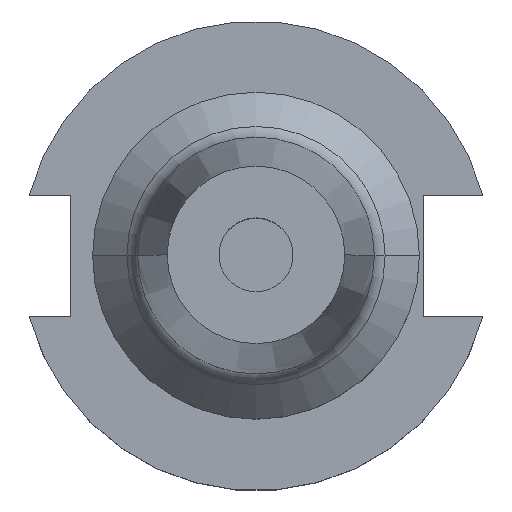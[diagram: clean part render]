
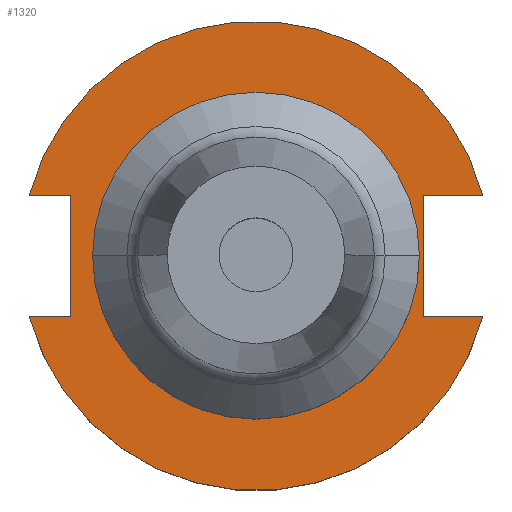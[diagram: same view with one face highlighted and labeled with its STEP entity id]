
A CAD part, top view. The second image highlights one B-rep face of the part: STEP entity #1320.
In plain terms, the highlighted planar face has unit normal (0, 0, 1).
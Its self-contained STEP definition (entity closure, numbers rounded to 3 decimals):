
#9 = LINE ( 'NONE', #372, #1030 ) ;
#51 = ORIENTED_EDGE ( 'NONE', *, *, #1374, .T. ) ;
#58 = LINE ( 'NONE', #577, #1071 ) ;
#63 = ORIENTED_EDGE ( 'NONE', *, *, #1024, .T. ) ;
#70 = VECTOR ( 'NONE', #335, 1000. ) ;
#71 = CARTESIAN_POINT ( 'NONE',  ( 0., 8.191, 19.05 ) ) ;
#103 = PLANE ( 'NONE',  #602 ) ;
#105 = LINE ( 'NONE', #856, #70 ) ;
#111 = DIRECTION ( 'NONE',  ( -1., 0., 0. ) ) ;
#123 = EDGE_CURVE ( 'NONE', #1287, #415, #105, .T. ) ;
#229 = ORIENTED_EDGE ( 'NONE', *, *, #1489, .T. ) ;
#236 = DIRECTION ( 'NONE',  ( 0., -1., 0. ) ) ;
#237 = LINE ( 'NONE', #781, #1604 ) ;
#253 = VERTEX_POINT ( 'NONE', #808 ) ;
#300 = CARTESIAN_POINT ( 'NONE',  ( -30.675, -8.191, 19.05 ) ) ;
#321 = DIRECTION ( 'NONE',  ( 0., 0., 1. ) ) ;
#328 = LINE ( 'NONE', #71, #1338 ) ;
#335 = DIRECTION ( 'NONE',  ( 1., 0., 0. ) ) ;
#348 = VERTEX_POINT ( 'NONE', #627 ) ;
#363 = DIRECTION ( 'NONE',  ( 0., 0., 1. ) ) ;
#364 = CIRCLE ( 'NONE', #1544, 22.1 ) ;
#372 = CARTESIAN_POINT ( 'NONE',  ( -61.091, -8.191, 19.05 ) ) ;
#373 = DIRECTION ( 'NONE',  ( 0., 0., 1. ) ) ;
#391 = ORIENTED_EDGE ( 'NONE', *, *, #1432, .T. ) ;
#415 = VERTEX_POINT ( 'NONE', #1403 ) ;
#428 = CIRCLE ( 'NONE', #1494, 31.75 ) ;
#433 = CARTESIAN_POINT ( 'NONE',  ( 22.1, 0., 19.05 ) ) ;
#502 = CARTESIAN_POINT ( 'NONE',  ( 0., 22.1, 19.05 ) ) ;
#539 = VERTEX_POINT ( 'NONE', #1124 ) ;
#543 = ORIENTED_EDGE ( 'NONE', *, *, #1044, .F. ) ;
#574 = EDGE_CURVE ( 'NONE', #348, #1674, #328, .T. ) ;
#575 = ORIENTED_EDGE ( 'NONE', *, *, #600, .T. ) ;
#577 = CARTESIAN_POINT ( 'NONE',  ( -61.091, 8.191, 19.05 ) ) ;
#585 = CIRCLE ( 'NONE', #1195, 22.1 ) ;
#593 = VECTOR ( 'NONE', #236, 1000. ) ;
#600 = EDGE_CURVE ( 'NONE', #1451, #963, #626, .T. ) ;
#602 = AXIS2_PLACEMENT_3D ( 'NONE', #502, #911, #111 ) ;
#626 = LINE ( 'NONE', #640, #593 ) ;
#627 = CARTESIAN_POINT ( 'NONE',  ( 30.675, 8.191, 19.05 ) ) ;
#640 = CARTESIAN_POINT ( 'NONE',  ( -25.091, 8.191, 19.05 ) ) ;
#689 = AXIS2_PLACEMENT_3D ( 'NONE', #1158, #363, #1285 ) ;
#696 = CARTESIAN_POINT ( 'NONE',  ( -25.091, -8.191, 19.05 ) ) ;
#732 = VERTEX_POINT ( 'NONE', #300 ) ;
#742 = VERTEX_POINT ( 'NONE', #433 ) ;
#764 = CARTESIAN_POINT ( 'NONE',  ( 0., 0., 19.05 ) ) ;
#781 = CARTESIAN_POINT ( 'NONE',  ( 22.606, 22.1, 19.05 ) ) ;
#808 = CARTESIAN_POINT ( 'NONE',  ( -22.1, 0., 19.05 ) ) ;
#856 = CARTESIAN_POINT ( 'NONE',  ( 0., -8.191, 19.05 ) ) ;
#910 = DIRECTION ( 'NONE',  ( 1., 0., 0. ) ) ;
#911 = DIRECTION ( 'NONE',  ( 0., 0., -1. ) ) ;
#925 = DIRECTION ( 'NONE',  ( 0., 1., 0. ) ) ;
#963 = VERTEX_POINT ( 'NONE', #696 ) ;
#982 = EDGE_LOOP ( 'NONE', ( #575, #1132, #229, #1345, #51, #1511, #391, #63 ) ) ;
#998 = FACE_BOUND ( 'NONE', #1385, .T. ) ;
#1024 = EDGE_CURVE ( 'NONE', #539, #1451, #58, .T. ) ;
#1030 = VECTOR ( 'NONE', #1300, 1000. ) ;
#1034 = CARTESIAN_POINT ( 'NONE',  ( -25.091, 8.191, 19.05 ) ) ;
#1044 = EDGE_CURVE ( 'NONE', #742, #253, #364, .T. ) ;
#1071 = VECTOR ( 'NONE', #1509, 1000. ) ;
#1109 = CARTESIAN_POINT ( 'NONE',  ( 22.606, 8.191, 19.05 ) ) ;
#1113 = CARTESIAN_POINT ( 'NONE',  ( 0., 0., 19.05 ) ) ;
#1124 = CARTESIAN_POINT ( 'NONE',  ( -30.675, 8.191, 19.05 ) ) ;
#1132 = ORIENTED_EDGE ( 'NONE', *, *, #1308, .F. ) ;
#1133 = CIRCLE ( 'NONE', #689, 31.75 ) ;
#1158 = CARTESIAN_POINT ( 'NONE',  ( 0., 0., 19.05 ) ) ;
#1171 = CARTESIAN_POINT ( 'NONE',  ( 0., 0., 19.05 ) ) ;
#1195 = AXIS2_PLACEMENT_3D ( 'NONE', #1113, #321, #1246 ) ;
#1246 = DIRECTION ( 'NONE',  ( 1., 0., 0. ) ) ;
#1285 = DIRECTION ( 'NONE',  ( 1., 0., 0. ) ) ;
#1287 = VERTEX_POINT ( 'NONE', #1290 ) ;
#1290 = CARTESIAN_POINT ( 'NONE',  ( 22.606, -8.191, 19.05 ) ) ;
#1300 = DIRECTION ( 'NONE',  ( 1., 0., 0. ) ) ;
#1301 = DIRECTION ( 'NONE',  ( 1., 0., 0. ) ) ;
#1308 = EDGE_CURVE ( 'NONE', #732, #963, #9, .T. ) ;
#1309 = ORIENTED_EDGE ( 'NONE', *, *, #1688, .F. ) ;
#1317 = DIRECTION ( 'NONE',  ( -1., 0., 0. ) ) ;
#1320 = ADVANCED_FACE ( 'NONE', ( #998, #1645 ), #103, .F. ) ;
#1338 = VECTOR ( 'NONE', #1317, 1000. ) ;
#1345 = ORIENTED_EDGE ( 'NONE', *, *, #123, .F. ) ;
#1374 = EDGE_CURVE ( 'NONE', #1287, #1674, #237, .T. ) ;
#1385 = EDGE_LOOP ( 'NONE', ( #543, #1309 ) ) ;
#1403 = CARTESIAN_POINT ( 'NONE',  ( 30.675, -8.191, 19.05 ) ) ;
#1432 = EDGE_CURVE ( 'NONE', #348, #539, #1133, .T. ) ;
#1451 = VERTEX_POINT ( 'NONE', #1034 ) ;
#1489 = EDGE_CURVE ( 'NONE', #732, #415, #428, .T. ) ;
#1494 = AXIS2_PLACEMENT_3D ( 'NONE', #1171, #373, #1301 ) ;
#1509 = DIRECTION ( 'NONE',  ( 1., 0., 0. ) ) ;
#1511 = ORIENTED_EDGE ( 'NONE', *, *, #574, .F. ) ;
#1544 = AXIS2_PLACEMENT_3D ( 'NONE', #764, #1690, #910 ) ;
#1604 = VECTOR ( 'NONE', #925, 1000. ) ;
#1645 = FACE_OUTER_BOUND ( 'NONE', #982, .T. ) ;
#1674 = VERTEX_POINT ( 'NONE', #1109 ) ;
#1688 = EDGE_CURVE ( 'NONE', #253, #742, #585, .T. ) ;
#1690 = DIRECTION ( 'NONE',  ( 0., 0., 1. ) ) ;
